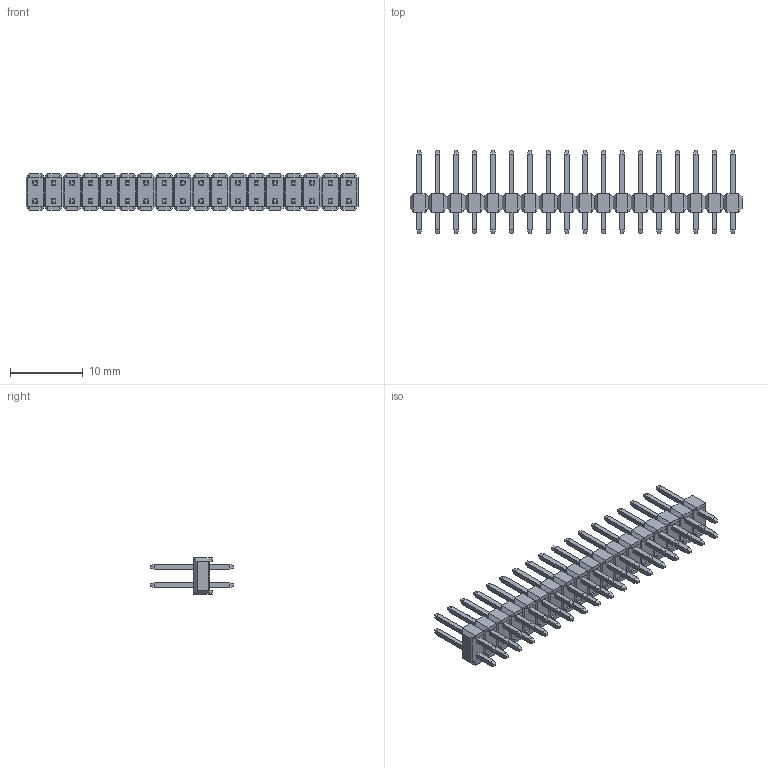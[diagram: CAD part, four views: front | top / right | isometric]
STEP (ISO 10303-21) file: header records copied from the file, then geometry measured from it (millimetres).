
FILE_DESCRIPTION (( 'STEP AP214' ), '1' );
FILE_NAME ('HEADER 2X18.STEP', '2013-11-27T11:22:18', ( '' ), ( '' ), 'SwSTEP 2.0', 'SolidWorks 2012', '' );
FILE_SCHEMA (( 'AUTOMOTIVE_DESIGN' ));
Length unit declared in the file: millimetre
Products named in the file (1): HEADER 2X18
Bounding box: 45.72 x 11.54 x 5.04 mm (x, y, z)
Volume: 622.8 mm3; surface area: 1590.9 mm2
Topology: 1 solids, 1 shells, 942 faces, 2104 edges, 1236 vertices
Faces by surface type: plane 942
Entity records: 35284 total; most frequent: CARTESIAN_POINT 4283, ORIENTED_EDGE 4208, DIRECTION 3990, VECTOR 2104, EDGE_CURVE 2104, LINE 2104, VERTEX_POINT 1236, EDGE_LOOP 1014
